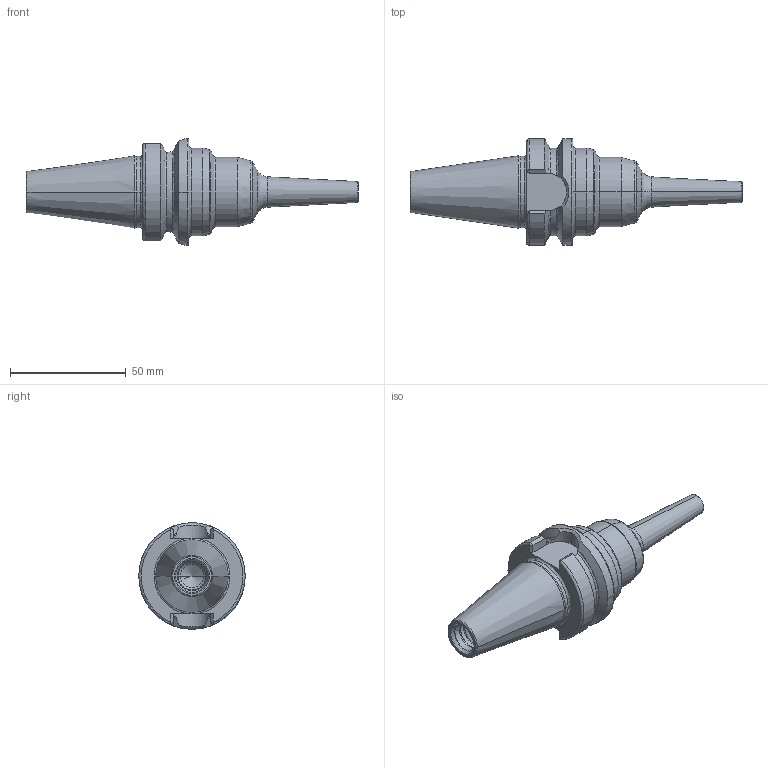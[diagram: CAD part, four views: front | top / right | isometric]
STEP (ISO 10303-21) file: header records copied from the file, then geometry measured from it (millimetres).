
FILE_DESCRIPTION((''),'2;1');
FILE_NAME('30-671-06-8','2014-04-01T',('mei'),(''),'PRO/ENGINEER BY PARAMETRIC TECHNOLOGY CORPORATION, 2010430','PRO/ENGINEER BY PARAMETRIC TECHNOLOGY CORPORATION, 2010430','');
FILE_SCHEMA(('CONFIG_CONTROL_DESIGN'));
Length unit declared in the file: millimetre
Products named in the file (1): 30-671-06-8
Bounding box: 143.4 x 45.98 x 45.98 mm (x, y, z)
Volume: 77167.1 mm3; surface area: 16118.7 mm2
Topology: 1 solids, 2 shells, 116 faces, 270 edges, 157 vertices
Faces by surface type: torus 34, plane 26, cone 26, cylinder 24, bspline 6
Entity records: 3705 total; most frequent: CARTESIAN_POINT 1045, DIRECTION 582, ORIENTED_EDGE 528, EDGE_CURVE 266, AXIS2_PLACEMENT_3D 247, VERTEX_POINT 157, CIRCLE 136, EDGE_LOOP 121
